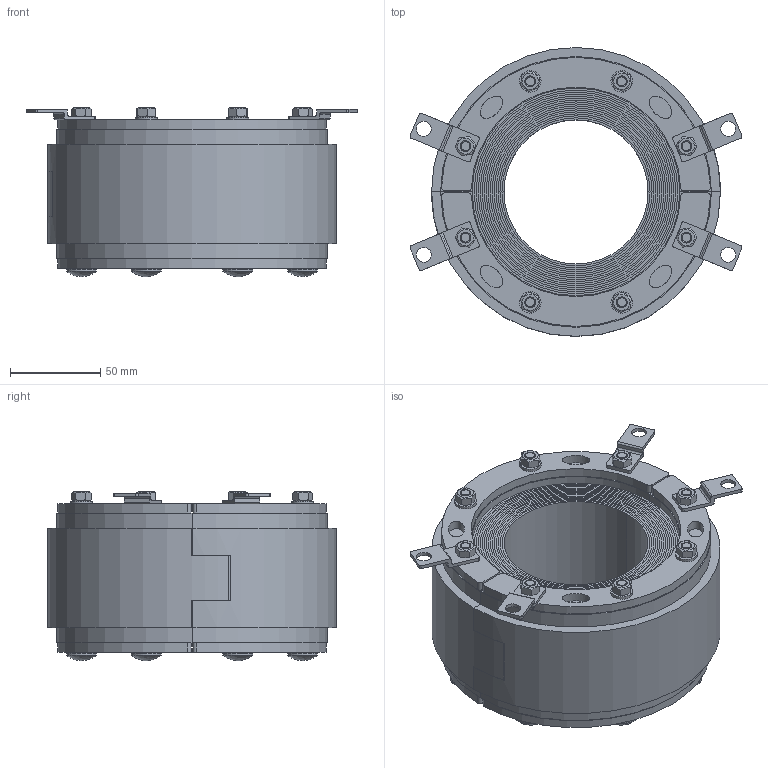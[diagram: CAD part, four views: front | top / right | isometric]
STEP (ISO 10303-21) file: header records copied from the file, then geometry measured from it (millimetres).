
FILE_DESCRIPTION(/* description */ ('INSERTABLE FITTING'),/* implementation_level */ '2;1');
FILE_NAME(/* name */ 'RS_160_UG_WOC.stp',/* time_stamp */ '2018-06-26T14:10:32+02:00',/* author */ ('se-tontor'),/* organization */ (''),/* preprocessor_version */ 'ST-DEVELOPER v16.1',/* originating_system */ 'Autodesk Inventor 2016',/* authorisation */ '');
FILE_SCHEMA (('AUTOMOTIVE_DESIGN { 1 0 10303 214 3 1 1 }'));
Length unit declared in the file: millimetre
Products named in the file (11): 100-055742; 100-055745; 100-055744; 100-055741; 100-006387; 100-001226; 100-001213; 100-002308; 100-114213-150; 100-051209-01; 100-117731
Assembly tree (42 placements, depth 3):
  100-117731
    100-055742  x4
    100-055741  x2
      100-055745
      100-055744
    100-006387  x8
    100-001226  x8
    100-001213  x8
    100-002308  x4
    100-114213-150  x2
    100-051209-01  x4
Bounding box: 183.9 x 160 x 93.79 mm (x, y, z)
Volume: 1078292.7 mm3; surface area: 848908.1 mm2
Topology: 72 solids, 72 shells, 2010 faces, 5158 edges, 3412 vertices
Faces by surface type: plane 1426, bspline 272, cylinder 232, cone 72, sphere 8
Full cylindrical faces by diameter (mm): 4.917 x8, 5.5 x8, 6 x8, 6.2 x4, 6.4 x4, 8.2 x4, 12 x4, 16.5 x8, 16.55 x8
Entity records: 27105 total; most frequent: CARTESIAN_POINT 6373, ORIENTED_EDGE 4406, DIRECTION 3653, EDGE_CURVE 2203, LINE 1721, VECTOR 1721, VERTEX_POINT 1474, AXIS2_PLACEMENT_3D 966
